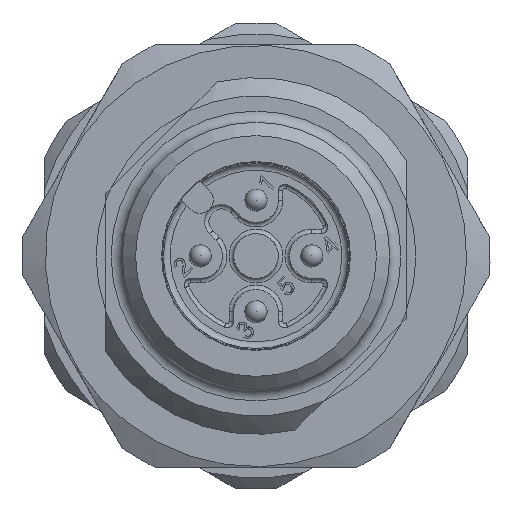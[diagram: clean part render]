
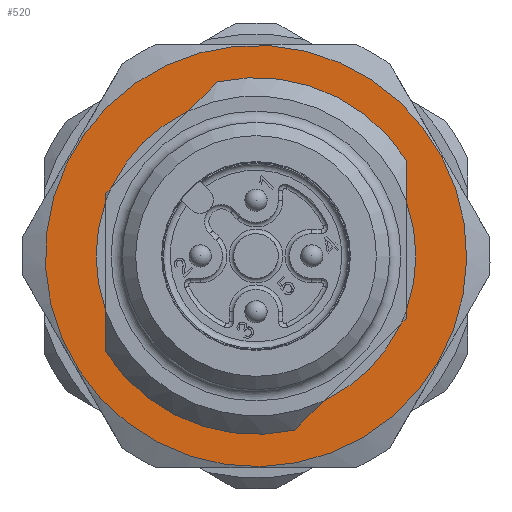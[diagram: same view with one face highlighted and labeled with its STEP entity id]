
A CAD part, front view. The second image highlights one B-rep face of the part: STEP entity #520.
In plain terms, the highlighted planar face has unit normal (0, -1, 0).
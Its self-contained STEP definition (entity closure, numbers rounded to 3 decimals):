
#114=FACE_BOUND('',#1067,.T.);
#115=FACE_BOUND('',#1068,.T.);
#405=PLANE('',#4599);
#520=ADVANCED_FACE('',(#114,#115),#405,.T.);
#1067=EDGE_LOOP('',(#2121));
#1068=EDGE_LOOP('',(#2122,#2123,#2124,#2125,#2126,#2127,#2128,#2129,#2130,
#2131,#2132,#2133,#2134,#2135));
#1384=LINE('',#6304,#1687);
#1386=LINE('',#6307,#1689);
#1392=LINE('',#6323,#1695);
#1393=LINE('',#6324,#1696);
#1399=LINE('',#6340,#1702);
#1401=LINE('',#6343,#1704);
#1406=LINE('',#6357,#1709);
#1407=LINE('',#6358,#1710);
#1687=VECTOR('',#5075,1.);
#1689=VECTOR('',#5077,1.);
#1695=VECTOR('',#5085,1.);
#1696=VECTOR('',#5086,1.);
#1702=VECTOR('',#5094,1.);
#1704=VECTOR('',#5096,1.);
#1709=VECTOR('',#5103,1.);
#1710=VECTOR('',#5104,1.);
#2121=ORIENTED_EDGE('',*,*,#3785,.F.);
#2122=ORIENTED_EDGE('',*,*,#3786,.F.);
#2123=ORIENTED_EDGE('',*,*,#3758,.T.);
#2124=ORIENTED_EDGE('',*,*,#3765,.T.);
#2125=ORIENTED_EDGE('',*,*,#3787,.F.);
#2126=ORIENTED_EDGE('',*,*,#3766,.T.);
#2127=ORIENTED_EDGE('',*,*,#3723,.F.);
#2128=ORIENTED_EDGE('',*,*,#3781,.F.);
#2129=ORIENTED_EDGE('',*,*,#3788,.F.);
#2130=ORIENTED_EDGE('',*,*,#3782,.F.);
#2131=ORIENTED_EDGE('',*,*,#3773,.F.);
#2132=ORIENTED_EDGE('',*,*,#3789,.F.);
#2133=ORIENTED_EDGE('',*,*,#3775,.F.);
#2134=ORIENTED_EDGE('',*,*,#3745,.F.);
#2135=ORIENTED_EDGE('',*,*,#3756,.T.);
#3288=VERTEX_POINT('',#6204);
#3290=VERTEX_POINT('',#6207);
#3305=VERTEX_POINT('',#6273);
#3306=VERTEX_POINT('',#6275);
#3314=VERTEX_POINT('',#6303);
#3315=VERTEX_POINT('',#6306);
#3316=VERTEX_POINT('',#6308);
#3320=VERTEX_POINT('',#6322);
#3321=VERTEX_POINT('',#6325);
#3325=VERTEX_POINT('',#6339);
#3326=VERTEX_POINT('',#6341);
#3327=VERTEX_POINT('',#6344);
#3330=VERTEX_POINT('',#6356);
#3331=VERTEX_POINT('',#6359);
#3333=VERTEX_POINT('',#6365);
#3723=EDGE_CURVE('',#3288,#3290,#4349,.T.);
#3745=EDGE_CURVE('',#3305,#3306,#4357,.T.);
#3756=EDGE_CURVE('',#3305,#3314,#1384,.T.);
#3758=EDGE_CURVE('',#3316,#3315,#1386,.T.);
#3765=EDGE_CURVE('',#3315,#3320,#1392,.T.);
#3766=EDGE_CURVE('',#3321,#3290,#1393,.T.);
#3773=EDGE_CURVE('',#3325,#3326,#1399,.T.);
#3775=EDGE_CURVE('',#3306,#3327,#1401,.T.);
#3781=EDGE_CURVE('',#3330,#3288,#1406,.T.);
#3782=EDGE_CURVE('',#3326,#3331,#1407,.T.);
#3785=EDGE_CURVE('',#3333,#3333,#4364,.T.);
#3786=EDGE_CURVE('',#3316,#3314,#4365,.T.);
#3787=EDGE_CURVE('',#3321,#3320,#4366,.T.);
#3788=EDGE_CURVE('',#3331,#3330,#4367,.T.);
#3789=EDGE_CURVE('',#3327,#3325,#4368,.T.);
#4349=CIRCLE('',#4562,8.);
#4357=CIRCLE('',#4576,8.);
#4364=CIRCLE('',#4594,9.45);
#4365=CIRCLE('',#4595,7.172);
#4366=CIRCLE('',#4596,7.172);
#4367=CIRCLE('',#4597,7.172);
#4368=CIRCLE('',#4598,7.172);
#4562=AXIS2_PLACEMENT_3D('',#6206,#5010,#5011);
#4576=AXIS2_PLACEMENT_3D('',#6274,#5044,#5045);
#4594=AXIS2_PLACEMENT_3D('',#6364,#5109,#5110);
#4595=AXIS2_PLACEMENT_3D('',#6366,#5111,#5112);
#4596=AXIS2_PLACEMENT_3D('',#6367,#5113,#5114);
#4597=AXIS2_PLACEMENT_3D('',#6368,#5115,#5116);
#4598=AXIS2_PLACEMENT_3D('',#6369,#5117,#5118);
#4599=AXIS2_PLACEMENT_3D('',#6370,#5119,#5120);
#5010=DIRECTION('',(0.,-1.,0.));
#5011=DIRECTION('',(0.,0.,1.));
#5044=DIRECTION('',(0.,-1.,0.));
#5045=DIRECTION('',(0.,0.,1.));
#5075=DIRECTION('',(0.,0.,-1.));
#5077=DIRECTION('',(0.,0.,-1.));
#5085=DIRECTION('',(-0.707,0.,-0.707));
#5086=DIRECTION('',(-0.707,0.,-0.707));
#5094=DIRECTION('',(-0.707,0.,-0.707));
#5096=DIRECTION('',(-0.707,0.,-0.707));
#5103=DIRECTION('',(0.,0.,-1.));
#5104=DIRECTION('',(0.,0.,-1.));
#5109=DIRECTION('',(0.,1.,0.));
#5110=DIRECTION('',(0.866,0.,-0.5));
#5111=DIRECTION('',(0.,-1.,0.));
#5112=DIRECTION('',(-0.866,0.,0.5));
#5113=DIRECTION('',(0.,-1.,0.));
#5114=DIRECTION('',(-0.866,0.,0.5));
#5115=DIRECTION('',(0.,-1.,0.));
#5116=DIRECTION('',(-0.866,0.,0.5));
#5117=DIRECTION('',(0.,-1.,0.));
#5118=DIRECTION('',(-0.866,0.,0.5));
#5119=DIRECTION('',(0.,-1.,0.));
#5120=DIRECTION('',(0.866,0.,-0.5));
#6204=CARTESIAN_POINT('',(12.5,-6.25,-4.294));
#6206=CARTESIAN_POINT('',(19.25,-6.25,0.));
#6207=CARTESIAN_POINT('',(20.987,-6.25,-7.809));
#6273=CARTESIAN_POINT('',(26.,-6.25,4.294));
#6274=CARTESIAN_POINT('',(19.25,-6.25,0.));
#6275=CARTESIAN_POINT('',(17.513,-6.25,7.809));
#6303=CARTESIAN_POINT('',(26.,-6.25,2.424));
#6304=CARTESIAN_POINT('',(26.,-6.25,5.744));
#6306=CARTESIAN_POINT('',(26.,-6.25,-2.796));
#6307=CARTESIAN_POINT('',(26.,-6.25,5.744));
#6308=CARTESIAN_POINT('',(26.,-6.25,-2.424));
#6322=CARTESIAN_POINT('',(25.737,-6.25,-3.059));
#6323=CARTESIAN_POINT('',(26.,-6.25,-2.796));
#6324=CARTESIAN_POINT('',(26.,-6.25,-2.796));
#6325=CARTESIAN_POINT('',(22.309,-6.25,-6.487));
#6339=CARTESIAN_POINT('',(12.763,-6.25,3.059));
#6340=CARTESIAN_POINT('',(18.539,-6.25,8.835));
#6341=CARTESIAN_POINT('',(12.5,-6.25,2.796));
#6343=CARTESIAN_POINT('',(18.539,-6.25,8.835));
#6344=CARTESIAN_POINT('',(16.191,-6.25,6.487));
#6356=CARTESIAN_POINT('',(12.5,-6.25,-2.424));
#6357=CARTESIAN_POINT('',(12.5,-6.25,2.796));
#6358=CARTESIAN_POINT('',(12.5,-6.25,2.796));
#6359=CARTESIAN_POINT('',(12.5,-6.25,2.424));
#6364=CARTESIAN_POINT('',(19.25,-6.25,0.));
#6365=CARTESIAN_POINT('',(27.434,-6.25,-4.725));
#6366=CARTESIAN_POINT('',(19.25,-6.25,0.));
#6367=CARTESIAN_POINT('',(19.25,-6.25,0.));
#6368=CARTESIAN_POINT('',(19.25,-6.25,0.));
#6369=CARTESIAN_POINT('',(19.25,-6.25,0.));
#6370=CARTESIAN_POINT('',(19.25,-6.25,0.));
